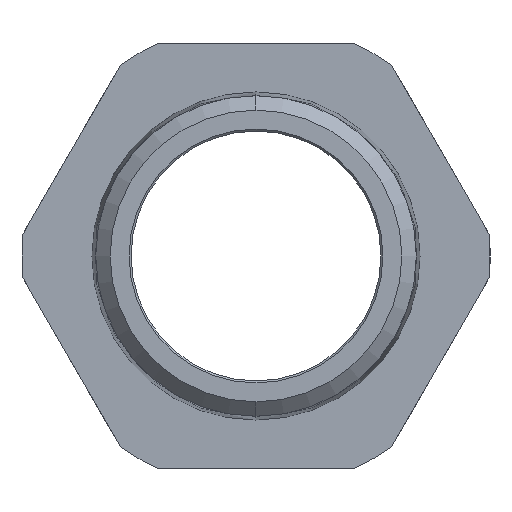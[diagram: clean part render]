
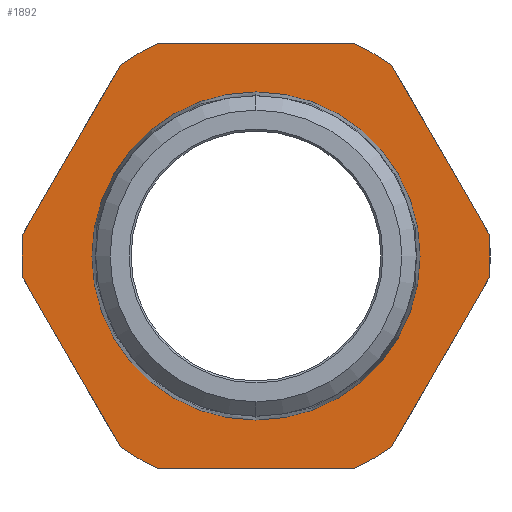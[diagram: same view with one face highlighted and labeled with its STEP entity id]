
A CAD part, left-side view. The second image highlights one B-rep face of the part: STEP entity #1892.
In plain terms, the highlighted planar face has unit normal (-1, 0, 0).
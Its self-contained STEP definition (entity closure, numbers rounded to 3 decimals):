
#42 = ORIENTED_EDGE ( 'NONE', *, *, #1906, .T. ) ;
#45 = EDGE_CURVE ( 'NONE', #1696, #175, #2487, .T. ) ;
#94 = DIRECTION ( 'NONE',  ( -1., 0., 0. ) ) ;
#100 = CARTESIAN_POINT ( 'NONE',  ( 25.9, 0., 21.2 ) ) ;
#108 = CARTESIAN_POINT ( 'NONE',  ( 25.9, 0., -21.2 ) ) ;
#136 = CARTESIAN_POINT ( 'NONE',  ( 25.9, 30.117, 2.836 ) ) ;
#175 = VERTEX_POINT ( 'NONE', #2806 ) ;
#203 = LINE ( 'NONE', #2337, #1525 ) ;
#210 = EDGE_CURVE ( 'NONE', #1264, #1667, #2533, .T. ) ;
#228 = DIRECTION ( 'NONE',  ( 0., 0., 1. ) ) ;
#322 = EDGE_CURVE ( 'NONE', #1227, #397, #2769, .T. ) ;
#348 = AXIS2_PLACEMENT_3D ( 'NONE', #2803, #2791, #848 ) ;
#361 = CIRCLE ( 'NONE', #1229, 30.25 ) ;
#390 = DIRECTION ( 'NONE',  ( 0., 0., 1. ) ) ;
#397 = VERTEX_POINT ( 'NONE', #2148 ) ;
#403 = LINE ( 'NONE', #3037, #2903 ) ;
#479 = PLANE ( 'NONE',  #569 ) ;
#489 = CARTESIAN_POINT ( 'NONE',  ( 25.9, 21.2, 0. ) ) ;
#502 = CIRCLE ( 'NONE', #552, 21.2 ) ;
#552 = AXIS2_PLACEMENT_3D ( 'NONE', #2318, #870, #1076 ) ;
#569 = AXIS2_PLACEMENT_3D ( 'NONE', #489, #1716, #228 ) ;
#570 = DIRECTION ( 'NONE',  ( 0., 0., 1. ) ) ;
#613 = CARTESIAN_POINT ( 'NONE',  ( 25.9, 0., 0. ) ) ;
#624 = DIRECTION ( 'NONE',  ( -1., 0., 0. ) ) ;
#658 = VERTEX_POINT ( 'NONE', #2446 ) ;
#660 = EDGE_CURVE ( 'NONE', #3021, #3201, #2525, .T. ) ;
#761 = DIRECTION ( 'NONE',  ( -1., 0., 0. ) ) ;
#834 = CIRCLE ( 'NONE', #3123, 30.25 ) ;
#848 = DIRECTION ( 'NONE',  ( 0., 0., 1. ) ) ;
#858 = VERTEX_POINT ( 'NONE', #2518 ) ;
#860 = DIRECTION ( 'NONE',  ( 0., 1., 0. ) ) ;
#868 = EDGE_LOOP ( 'NONE', ( #1124, #42, #2343, #2326, #2589, #2320, #2820, #2023, #2859, #2012, #1860, #1841 ) ) ;
#870 = DIRECTION ( 'NONE',  ( -1., 0., 0. ) ) ;
#988 = FACE_OUTER_BOUND ( 'NONE', #868, .T. ) ;
#994 = DIRECTION ( 'NONE',  ( 0., 0.5, 0.866 ) ) ;
#1044 = DIRECTION ( 'NONE',  ( -1., 0., 0. ) ) ;
#1076 = DIRECTION ( 'NONE',  ( 0., 0., 1. ) ) ;
#1093 = VERTEX_POINT ( 'NONE', #1565 ) ;
#1124 = ORIENTED_EDGE ( 'NONE', *, *, #2646, .T. ) ;
#1137 = CARTESIAN_POINT ( 'NONE',  ( 25.9, 0., 0. ) ) ;
#1205 = CARTESIAN_POINT ( 'NONE',  ( 25.9, 17.515, -24.664 ) ) ;
#1227 = VERTEX_POINT ( 'NONE', #1843 ) ;
#1229 = AXIS2_PLACEMENT_3D ( 'NONE', #1812, #94, #390 ) ;
#1258 = EDGE_CURVE ( 'NONE', #858, #1227, #1533, .T. ) ;
#1264 = VERTEX_POINT ( 'NONE', #100 ) ;
#1296 = VECTOR ( 'NONE', #1492, 1000. ) ;
#1313 = CARTESIAN_POINT ( 'NONE',  ( 25.9, -30.117, 2.836 ) ) ;
#1347 = DIRECTION ( 'NONE',  ( -1., 0., 0. ) ) ;
#1348 = DIRECTION ( 'NONE',  ( 0., 0., 1. ) ) ;
#1438 = CIRCLE ( 'NONE', #2595, 30.25 ) ;
#1492 = DIRECTION ( 'NONE',  ( 0., -0.5, -0.866 ) ) ;
#1498 = CARTESIAN_POINT ( 'NONE',  ( 25.9, 0., 0. ) ) ;
#1525 = VECTOR ( 'NONE', #2821, 1000. ) ;
#1528 = CARTESIAN_POINT ( 'NONE',  ( 25.9, 12.602, -27.5 ) ) ;
#1533 = CIRCLE ( 'NONE', #1772, 30.25 ) ;
#1565 = CARTESIAN_POINT ( 'NONE',  ( 25.9, -12.602, 27.5 ) ) ;
#1599 = DIRECTION ( 'NONE',  ( 0., 0., 1. ) ) ;
#1605 = EDGE_CURVE ( 'NONE', #1093, #1696, #403, .T. ) ;
#1667 = VERTEX_POINT ( 'NONE', #108 ) ;
#1696 = VERTEX_POINT ( 'NONE', #2106 ) ;
#1716 = DIRECTION ( 'NONE',  ( -1., 0., 0. ) ) ;
#1772 = AXIS2_PLACEMENT_3D ( 'NONE', #1137, #624, #1348 ) ;
#1779 = ORIENTED_EDGE ( 'NONE', *, *, #210, .F. ) ;
#1812 = CARTESIAN_POINT ( 'NONE',  ( 25.9, 0., 0. ) ) ;
#1828 = EDGE_LOOP ( 'NONE', ( #1779, #2867 ) ) ;
#1841 = ORIENTED_EDGE ( 'NONE', *, *, #2255, .T. ) ;
#1843 = CARTESIAN_POINT ( 'NONE',  ( 25.9, -17.515, -24.664 ) ) ;
#1860 = ORIENTED_EDGE ( 'NONE', *, *, #45, .T. ) ;
#1872 = CARTESIAN_POINT ( 'NONE',  ( 25.9, 17.515, -24.664 ) ) ;
#1889 = VECTOR ( 'NONE', #994, 1000. ) ;
#1892 = ADVANCED_FACE ( 'NONE', ( #3127, #988 ), #479, .T. ) ;
#1906 = EDGE_CURVE ( 'NONE', #2569, #2689, #2468, .T. ) ;
#1911 = CIRCLE ( 'NONE', #348, 30.25 ) ;
#1947 = DIRECTION ( 'NONE',  ( 0., 0., 1. ) ) ;
#2010 = DIRECTION ( 'NONE',  ( -1., 0., 0. ) ) ;
#2012 = ORIENTED_EDGE ( 'NONE', *, *, #1605, .T. ) ;
#2023 = ORIENTED_EDGE ( 'NONE', *, *, #660, .T. ) ;
#2106 = CARTESIAN_POINT ( 'NONE',  ( 25.9, 12.602, 27.5 ) ) ;
#2148 = CARTESIAN_POINT ( 'NONE',  ( 25.9, -30.117, -2.836 ) ) ;
#2185 = EDGE_CURVE ( 'NONE', #3045, #858, #203, .T. ) ;
#2212 = DIRECTION ( 'NONE',  ( 0., 0., 1. ) ) ;
#2229 = CARTESIAN_POINT ( 'NONE',  ( 25.9, -17.515, 24.664 ) ) ;
#2255 = EDGE_CURVE ( 'NONE', #175, #658, #3027, .T. ) ;
#2318 = CARTESIAN_POINT ( 'NONE',  ( 25.9, 0., 0. ) ) ;
#2320 = ORIENTED_EDGE ( 'NONE', *, *, #322, .T. ) ;
#2326 = ORIENTED_EDGE ( 'NONE', *, *, #2185, .T. ) ;
#2333 = DIRECTION ( 'NONE',  ( 0., -0.5, 0.866 ) ) ;
#2337 = CARTESIAN_POINT ( 'NONE',  ( 25.9, -12.602, -27.5 ) ) ;
#2343 = ORIENTED_EDGE ( 'NONE', *, *, #3168, .T. ) ;
#2419 = DIRECTION ( 'NONE',  ( 0., 0.5, -0.866 ) ) ;
#2446 = CARTESIAN_POINT ( 'NONE',  ( 25.9, 30.117, 2.836 ) ) ;
#2468 = LINE ( 'NONE', #1205, #1296 ) ;
#2487 = CIRCLE ( 'NONE', #2662, 30.25 ) ;
#2504 = CARTESIAN_POINT ( 'NONE',  ( 25.9, -30.117, -2.836 ) ) ;
#2518 = CARTESIAN_POINT ( 'NONE',  ( 25.9, -12.602, -27.5 ) ) ;
#2525 = LINE ( 'NONE', #2229, #1889 ) ;
#2533 = CIRCLE ( 'NONE', #2605, 21.2 ) ;
#2564 = EDGE_CURVE ( 'NONE', #397, #3021, #1911, .T. ) ;
#2565 = CARTESIAN_POINT ( 'NONE',  ( 25.9, 30.117, -2.836 ) ) ;
#2569 = VERTEX_POINT ( 'NONE', #2565 ) ;
#2589 = ORIENTED_EDGE ( 'NONE', *, *, #1258, .T. ) ;
#2595 = AXIS2_PLACEMENT_3D ( 'NONE', #2776, #1044, #570 ) ;
#2605 = AXIS2_PLACEMENT_3D ( 'NONE', #613, #1347, #1599 ) ;
#2622 = EDGE_CURVE ( 'NONE', #1667, #1264, #502, .T. ) ;
#2644 = VECTOR ( 'NONE', #2333, 1000. ) ;
#2646 = EDGE_CURVE ( 'NONE', #658, #2569, #361, .T. ) ;
#2662 = AXIS2_PLACEMENT_3D ( 'NONE', #1498, #2010, #2212 ) ;
#2689 = VERTEX_POINT ( 'NONE', #1872 ) ;
#2769 = LINE ( 'NONE', #2504, #2644 ) ;
#2776 = CARTESIAN_POINT ( 'NONE',  ( 25.9, 0., 0. ) ) ;
#2791 = DIRECTION ( 'NONE',  ( -1., 0., 0. ) ) ;
#2803 = CARTESIAN_POINT ( 'NONE',  ( 25.9, 0., 0. ) ) ;
#2806 = CARTESIAN_POINT ( 'NONE',  ( 25.9, 17.515, 24.664 ) ) ;
#2820 = ORIENTED_EDGE ( 'NONE', *, *, #2564, .T. ) ;
#2821 = DIRECTION ( 'NONE',  ( 0., -1., 0. ) ) ;
#2859 = ORIENTED_EDGE ( 'NONE', *, *, #3002, .T. ) ;
#2867 = ORIENTED_EDGE ( 'NONE', *, *, #2622, .F. ) ;
#2903 = VECTOR ( 'NONE', #860, 1000. ) ;
#2963 = CARTESIAN_POINT ( 'NONE',  ( 25.9, 0., 0. ) ) ;
#3002 = EDGE_CURVE ( 'NONE', #3201, #1093, #1438, .T. ) ;
#3021 = VERTEX_POINT ( 'NONE', #1313 ) ;
#3027 = LINE ( 'NONE', #136, #3167 ) ;
#3037 = CARTESIAN_POINT ( 'NONE',  ( 25.9, 12.602, 27.5 ) ) ;
#3045 = VERTEX_POINT ( 'NONE', #1528 ) ;
#3123 = AXIS2_PLACEMENT_3D ( 'NONE', #2963, #761, #1947 ) ;
#3127 = FACE_BOUND ( 'NONE', #1828, .T. ) ;
#3167 = VECTOR ( 'NONE', #2419, 1000. ) ;
#3168 = EDGE_CURVE ( 'NONE', #2689, #3045, #834, .T. ) ;
#3197 = CARTESIAN_POINT ( 'NONE',  ( 25.9, -17.515, 24.664 ) ) ;
#3201 = VERTEX_POINT ( 'NONE', #3197 ) ;
